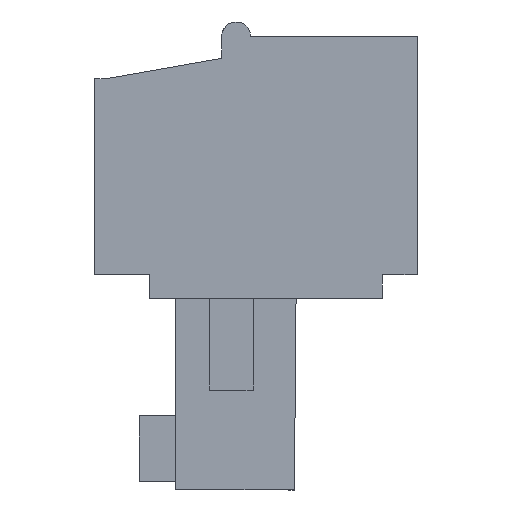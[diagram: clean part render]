
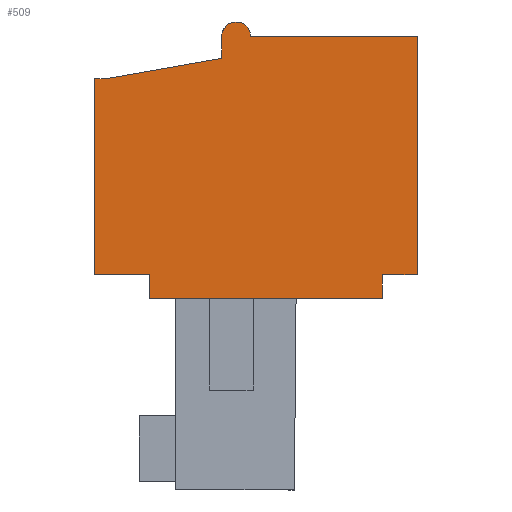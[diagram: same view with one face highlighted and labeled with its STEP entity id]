
A CAD part, left-side view. The second image highlights one B-rep face of the part: STEP entity #509.
In plain terms, the highlighted planar face has unit normal (-1, 0, 0).
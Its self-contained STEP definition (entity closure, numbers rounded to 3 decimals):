
#425=AXIS2_PLACEMENT_3D('Plane Axis2P3D',#422,#423,#424) ;
#443=AXIS2_PLACEMENT_3D('Circle Axis2P3D',#441,#442,$) ;
#40=CARTESIAN_POINT('Vertex',(0.,1.2,7.4)) ;
#45=CARTESIAN_POINT('Line Origine',(0.,1.2,7.)) ;
#49=CARTESIAN_POINT('Vertex',(0.,1.2,6.6)) ;
#355=CARTESIAN_POINT('Vertex',(0.,0.,7.4)) ;
#358=CARTESIAN_POINT('Line Origine',(0.,0.6,7.4)) ;
#422=CARTESIAN_POINT('Axis2P3D Location',(0.,0.,0.)) ;
#427=CARTESIAN_POINT('Line Origine',(0.,0.,11.5)) ;
#431=CARTESIAN_POINT('Vertex',(0.,0.,15.6)) ;
#434=CARTESIAN_POINT('Line Origine',(0.,2.865,15.6)) ;
#438=CARTESIAN_POINT('Vertex',(0.,5.73,15.6)) ;
#441=CARTESIAN_POINT('Axis2P3D Location',(0.,6.23,15.6)) ;
#445=CARTESIAN_POINT('Vertex',(0.,6.73,15.6)) ;
#448=CARTESIAN_POINT('Line Origine',(0.,6.73,15.225)) ;
#452=CARTESIAN_POINT('Vertex',(0.,6.73,14.85)) ;
#455=CARTESIAN_POINT('Line Origine',(0.,8.715,14.5)) ;
#459=CARTESIAN_POINT('Vertex',(0.,10.7,14.15)) ;
#462=CARTESIAN_POINT('Line Origine',(0.,10.9,14.15)) ;
#466=CARTESIAN_POINT('Vertex',(0.,11.1,14.15)) ;
#469=CARTESIAN_POINT('Line Origine',(0.,11.1,10.775)) ;
#473=CARTESIAN_POINT('Vertex',(0.,11.1,7.4)) ;
#476=CARTESIAN_POINT('Line Origine',(0.,10.15,7.4)) ;
#480=CARTESIAN_POINT('Vertex',(0.,9.2,7.4)) ;
#483=CARTESIAN_POINT('Line Origine',(0.,9.2,7.)) ;
#487=CARTESIAN_POINT('Vertex',(0.,9.2,6.6)) ;
#490=CARTESIAN_POINT('Line Origine',(0.,5.2,6.6)) ;
#46=DIRECTION('Vector Direction',(0.,0.,-1.)) ;
#359=DIRECTION('Vector Direction',(0.,1.,0.)) ;
#423=DIRECTION('Axis2P3D Direction',(-1.,0.,0.)) ;
#424=DIRECTION('Axis2P3D XDirection',(0.,0.,1.)) ;
#428=DIRECTION('Vector Direction',(0.,0.,-1.)) ;
#435=DIRECTION('Vector Direction',(0.,-1.,0.)) ;
#442=DIRECTION('Axis2P3D Direction',(-1.,0.,0.)) ;
#449=DIRECTION('Vector Direction',(0.,0.,1.)) ;
#456=DIRECTION('Vector Direction',(0.,-0.985,0.174)) ;
#463=DIRECTION('Vector Direction',(0.,-1.,0.)) ;
#470=DIRECTION('Vector Direction',(0.,0.,1.)) ;
#477=DIRECTION('Vector Direction',(0.,1.,0.)) ;
#484=DIRECTION('Vector Direction',(0.,0.,1.)) ;
#491=DIRECTION('Vector Direction',(0.,1.,0.)) ;
#47=VECTOR('Line Direction',#46,1.) ;
#360=VECTOR('Line Direction',#359,1.) ;
#429=VECTOR('Line Direction',#428,1.) ;
#436=VECTOR('Line Direction',#435,1.) ;
#450=VECTOR('Line Direction',#449,1.) ;
#457=VECTOR('Line Direction',#456,1.) ;
#464=VECTOR('Line Direction',#463,1.) ;
#471=VECTOR('Line Direction',#470,1.) ;
#478=VECTOR('Line Direction',#477,1.) ;
#485=VECTOR('Line Direction',#484,1.) ;
#492=VECTOR('Line Direction',#491,1.) ;
#496=ORIENTED_EDGE('',*,*,#433,.T.) ;
#497=ORIENTED_EDGE('',*,*,#440,.T.) ;
#498=ORIENTED_EDGE('',*,*,#447,.T.) ;
#499=ORIENTED_EDGE('',*,*,#454,.T.) ;
#500=ORIENTED_EDGE('',*,*,#461,.T.) ;
#501=ORIENTED_EDGE('',*,*,#468,.T.) ;
#502=ORIENTED_EDGE('',*,*,#475,.T.) ;
#503=ORIENTED_EDGE('',*,*,#482,.T.) ;
#504=ORIENTED_EDGE('',*,*,#489,.T.) ;
#505=ORIENTED_EDGE('',*,*,#494,.T.) ;
#506=ORIENTED_EDGE('',*,*,#51,.T.) ;
#507=ORIENTED_EDGE('',*,*,#362,.T.) ;
#509=ADVANCED_FACE('HOUSING',(#508),#426,.T.) ;
#444=CIRCLE('generated circle',#443,0.5) ;
#51=EDGE_CURVE('',#50,#41,#48,.F.) ;
#362=EDGE_CURVE('',#41,#356,#361,.F.) ;
#433=EDGE_CURVE('',#356,#432,#430,.F.) ;
#440=EDGE_CURVE('',#432,#439,#437,.F.) ;
#447=EDGE_CURVE('',#439,#446,#444,.T.) ;
#454=EDGE_CURVE('',#446,#453,#451,.F.) ;
#461=EDGE_CURVE('',#453,#460,#458,.F.) ;
#468=EDGE_CURVE('',#460,#467,#465,.F.) ;
#475=EDGE_CURVE('',#467,#474,#472,.F.) ;
#482=EDGE_CURVE('',#474,#481,#479,.F.) ;
#489=EDGE_CURVE('',#481,#488,#486,.F.) ;
#494=EDGE_CURVE('',#488,#50,#493,.F.) ;
#495=EDGE_LOOP('',(#496,#497,#498,#499,#500,#501,#502,#503,#504,#505,#506,#507)) ;
#508=FACE_OUTER_BOUND('',#495,.T.) ;
#48=LINE('Line',#45,#47) ;
#361=LINE('Line',#358,#360) ;
#430=LINE('Line',#427,#429) ;
#437=LINE('Line',#434,#436) ;
#451=LINE('Line',#448,#450) ;
#458=LINE('Line',#455,#457) ;
#465=LINE('Line',#462,#464) ;
#472=LINE('Line',#469,#471) ;
#479=LINE('Line',#476,#478) ;
#486=LINE('Line',#483,#485) ;
#493=LINE('Line',#490,#492) ;
#426=PLANE('',#425) ;
#41=VERTEX_POINT('',#40) ;
#50=VERTEX_POINT('',#49) ;
#356=VERTEX_POINT('',#355) ;
#432=VERTEX_POINT('',#431) ;
#439=VERTEX_POINT('',#438) ;
#446=VERTEX_POINT('',#445) ;
#453=VERTEX_POINT('',#452) ;
#460=VERTEX_POINT('',#459) ;
#467=VERTEX_POINT('',#466) ;
#474=VERTEX_POINT('',#473) ;
#481=VERTEX_POINT('',#480) ;
#488=VERTEX_POINT('',#487) ;
